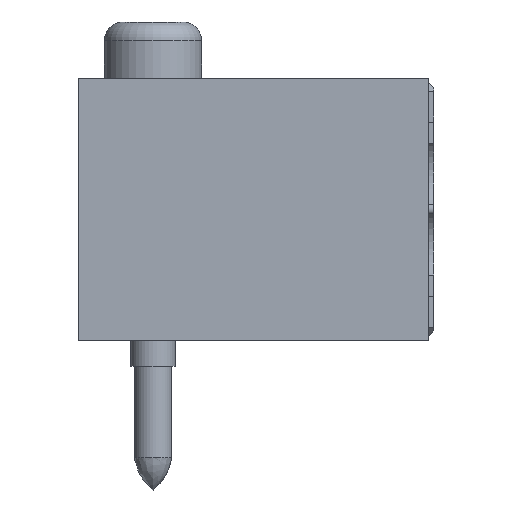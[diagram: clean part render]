
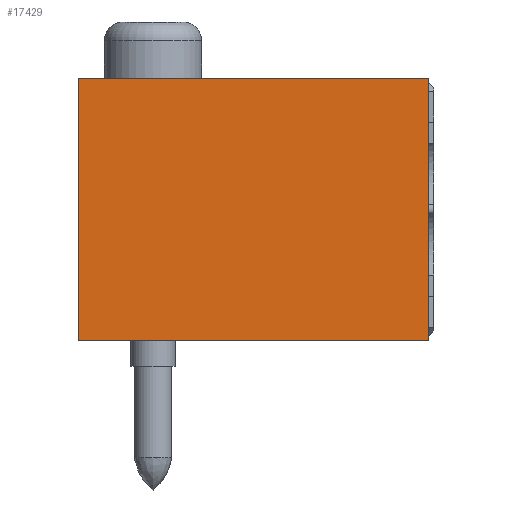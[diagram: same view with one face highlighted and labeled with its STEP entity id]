
A CAD part, front view. The second image highlights one B-rep face of the part: STEP entity #17429.
In plain terms, the highlighted face is planar.
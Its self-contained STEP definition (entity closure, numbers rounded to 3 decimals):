
#1035=FACE_OUTER_BOUND('',#1944,.T.);
#1944=EDGE_LOOP('',(#10839,#10840,#10841,#10842));
#2954=LINE('',#24597,#4787);
#2955=LINE('',#24599,#4788);
#2956=LINE('',#24601,#4789);
#2957=LINE('',#24602,#4790);
#4787=VECTOR('',#19843,1.);
#4788=VECTOR('',#19844,1.);
#4789=VECTOR('',#19845,1.);
#4790=VECTOR('',#19846,1.);
#6624=VERTEX_POINT('',#24595);
#6625=VERTEX_POINT('',#24596);
#6626=VERTEX_POINT('',#24598);
#6627=VERTEX_POINT('',#24600);
#8322=EDGE_CURVE('',#6624,#6625,#2954,.T.);
#8323=EDGE_CURVE('',#6625,#6626,#2955,.T.);
#8324=EDGE_CURVE('',#6626,#6627,#2956,.T.);
#8325=EDGE_CURVE('',#6627,#6624,#2957,.T.);
#10839=ORIENTED_EDGE('',*,*,#8322,.T.);
#10840=ORIENTED_EDGE('',*,*,#8323,.T.);
#10841=ORIENTED_EDGE('',*,*,#8324,.T.);
#10842=ORIENTED_EDGE('',*,*,#8325,.T.);
#15851=PLANE('',#18358);
#17429=ADVANCED_FACE('',(#1035),#15851,.T.);
#18358=AXIS2_PLACEMENT_3D('',#24594,#19841,#19842);
#19841=DIRECTION('center_axis',(0.,0.,1.));
#19842=DIRECTION('ref_axis',(-1.,0.,0.));
#19843=DIRECTION('',(-1.,0.,0.));
#19844=DIRECTION('',(0.,-1.,0.));
#19845=DIRECTION('',(1.,0.,0.));
#19846=DIRECTION('',(0.,1.,0.));
#24594=CARTESIAN_POINT('Origin',(-24.581,3.675,3.669));
#24595=CARTESIAN_POINT('',(-21.081,4.675,3.669));
#24596=CARTESIAN_POINT('',(-28.081,4.675,3.669));
#24597=CARTESIAN_POINT('',(12.329,4.675,3.669));
#24598=CARTESIAN_POINT('',(-28.081,-4.675,3.669));
#24599=CARTESIAN_POINT('',(-28.081,4.825,3.669));
#24600=CARTESIAN_POINT('',(-21.081,-4.675,3.669));
#24601=CARTESIAN_POINT('',(12.329,-4.675,3.669));
#24602=CARTESIAN_POINT('',(-21.081,4.825,3.669));
